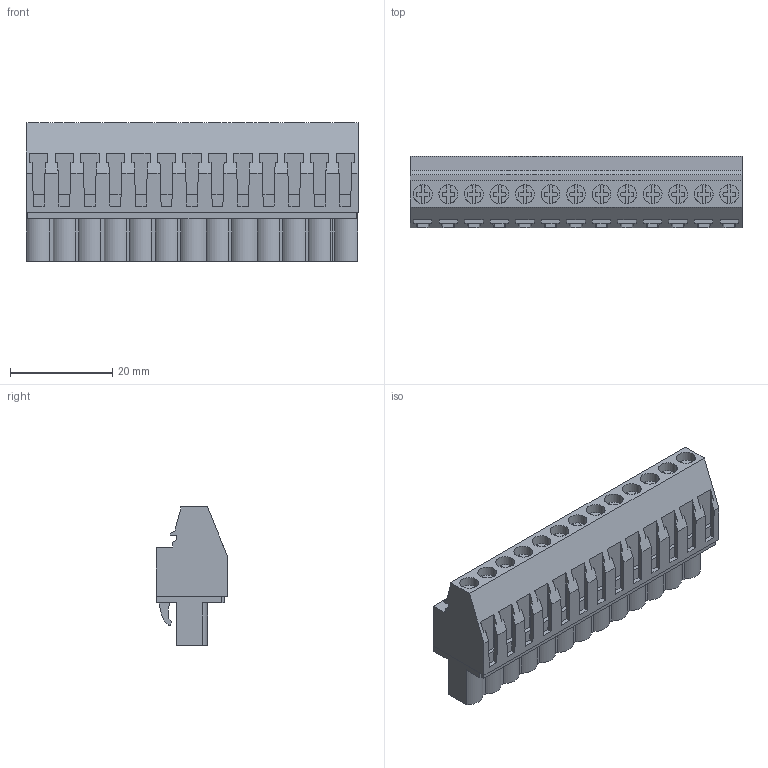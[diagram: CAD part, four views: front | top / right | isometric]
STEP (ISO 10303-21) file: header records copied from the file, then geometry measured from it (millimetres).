
FILE_DESCRIPTION(('CATIA V5 STEP Exchange','CAx-IF Rec.Pracs.--- Model Styling and Organization---1.2---2011-12-15'),'2;1');
FILE_NAME ('D1460429_0_1958540000_1958540000.stp','2017-09-20T12:42:04+00:00',('none'),('Weidmueller'),'CATIA Version 5-6 Release 2014','CATIA V5 STEP AP214','none');
FILE_SCHEMA(('AUTOMOTIVE_DESIGN { 1 0 10303 214 1 1 1 1 }'));
Length unit declared in the file: millimetre
Products named in the file (1): 1958540000
Bounding box: 65 x 14.05 x 27.2 mm (x, y, z)
Volume: 14812.6 mm3; surface area: 8665.6 mm2
Topology: 14 solids, 14 shells, 830 faces, 2303 edges, 1554 vertices
Faces by surface type: plane 705, cylinder 115, extrusion 10
Entity records: 24486 total; most frequent: ORIENTED_EDGE 4606, CARTESIAN_POINT 4551, DIRECTION 3241, EDGE_CURVE 2303, VECTOR 2001, LINE 1991, VERTEX_POINT 1554, EDGE_LOOP 883
